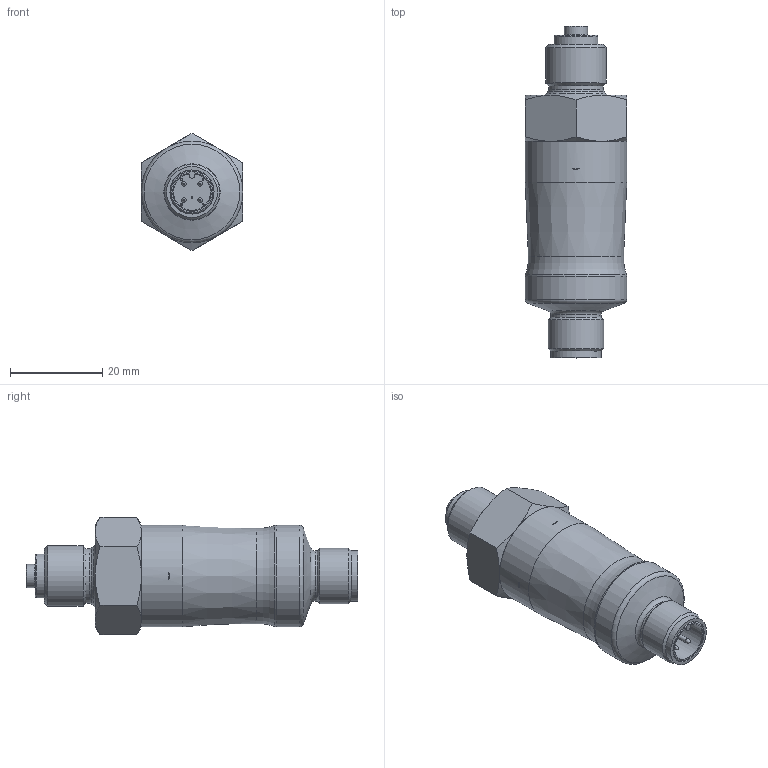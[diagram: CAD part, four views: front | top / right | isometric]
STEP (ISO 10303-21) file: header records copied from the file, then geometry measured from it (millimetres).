
FILE_DESCRIPTION(/* description */ ('Unknown'),/* implementation_level */ '2;1');
FILE_NAME(/* name */ 'PP20S-1.XXXXR.XX14.024X00.004',/* time_stamp */ '2023-06-19T08:27:53+02:00',/* author */ ('Unknown'),/* organization */ ('Baumer'),/* preprocessor_version */ 'ST-DEVELOPER v16.7',/* originating_system */ 'Solid Edge',/* authorisation */ 'Unknown');
FILE_SCHEMA (('AUTOMOTIVE_DESIGN {1 0 10303 214 3 1 1}'));
Length unit declared in the file: millimetre
Products named in the file (1): Part2
Bounding box: 22 x 71.9 x 25.4 mm (x, y, z)
Volume: 8430.4 mm3; surface area: 9632.2 mm2
Topology: 1 solids, 1 shells, 660 faces, 1812 edges, 1169 vertices
Faces by surface type: plane 372, cylinder 110, bspline 85, cone 59, torus 34
Full cylindrical faces by diameter (mm): 0.7 x6, 0.9 x2, 1 x4, 2 x1, 3.5 x1, 5 x1, 8 x1, 8.4 x1, 8.7 x1, 9.36 x1, 9.45 x1, 9.5 x2, 9.55 x1, 10.9 x1, 11 x1, 11.9 x1, 12 x1, 13.157 x1, 14.4 x1, 18.2 x1, 19 x1, 19.2 x1, 20 x1, 20.4 x1, 22 x2
Entity records: 27115 total; most frequent: CARTESIAN_POINT 7265, ORIENTED_EDGE 3402, DIRECTION 2663, EDGE_CURVE 1701, VERTEX_POINT 1137, AXIS2_PLACEMENT_3D 923, LINE 817, VECTOR 817
